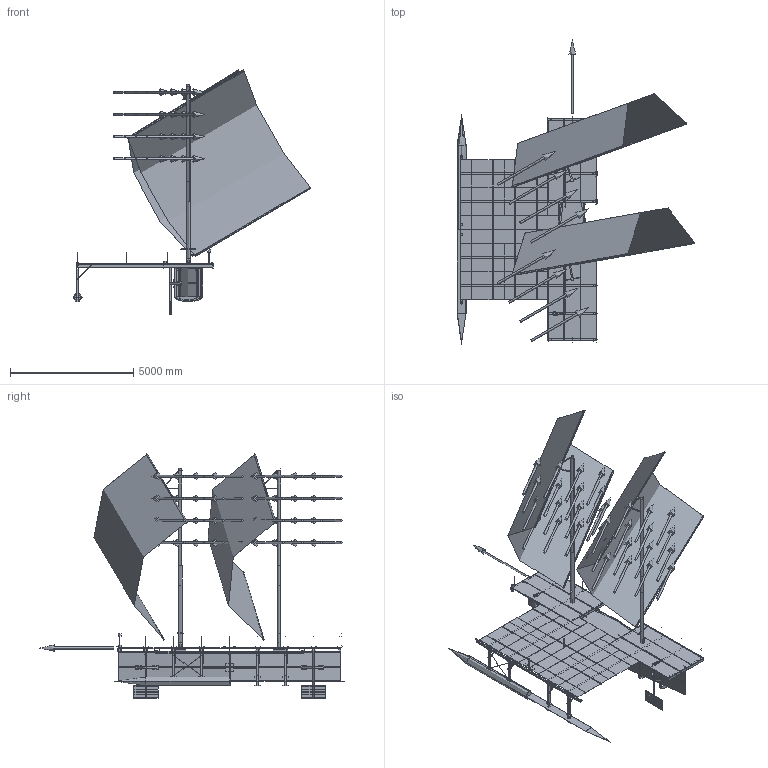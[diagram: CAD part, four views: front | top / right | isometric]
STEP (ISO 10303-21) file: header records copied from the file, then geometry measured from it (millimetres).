
FILE_DESCRIPTION(('FreeCAD Model'),'2;1');
FILE_NAME('Open CASCADE Shape Model','2026-02-20T02:18:03',('Author'),( ''),'Open CASCADE STEP processor 7.7','FreeCAD','Unknown');
FILE_SCHEMA(('AUTOMOTIVE_DESIGN { 1 0 10303 214 1 1 1 1 }'));
Length unit declared in the file: millimetre
Products named in the file (360): rp2_broadreach_design; Vessel_Central; Spine__aluminum_; Open CASCADE STEP translator 7.7 1.1.1.1; Overhead__plywood_; Cockpit_Sole__plywood_; Bottom__fiberglass_bottom_; Foam_Below_Sole__foam_; Sole__plywood_; Hull__fiberglass_; Open CASCADE STEP translator 7.7 1.1.7.1; Air_Inside_Vaka__air_; Clamp__wood_; Open CASCADE STEP translator 7.7 1.1.9.1; Vaka_Stringer__wood_; Open CASCADE STEP translator 7.7 1.1.10.1; Outer_Crossdeck_Stanchion__steel_; Center_Crossdeck_Stanchion__aluminum_; Motor_Backing_Plate__aluminum_; Side_Board_Plate__aluminum_; X-axis; XY-plane; Mirrored_Biru; Aka_1__aluminum_; Stanchion_1__steel_; Cleat__steel_; Frame_1__plywood_; Bottom_Frame_1__plywood_; Gusset_clamp_to_aka_right_1__aluminum_; Gusset_clamp_to_aka_left_1__aluminum_; Gusset_frame_to_clamp_right_1__aluminum_; Gusset_frame_to_clamp_left_1__aluminum_; Gusset_clamp_to_aka_outer_right_1__aluminum_; Gusset_clamp_to_aka_outer_left_1__aluminum_; Gusset_frame_to_clamp_outer_right_1__aluminum_; Gusset_frame_to_clamp_outer_left_1__aluminum_; Pillar_1__aluminum_; Open CASCADE STEP translator 7.7 1.22.14.1; Gusset_spine_to_aka_right_1__aluminum_; Gusset_spine_to_aka_left_1__aluminum_ ...
Assembly tree (720 placements, depth 4):
  rp2_broadreach_design
    Vessel_Central
      Spine__aluminum_
        Open CASCADE STEP translator 7.7 1.1.1.1
      Overhead__plywood_
      Cockpit_Sole__plywood_
      Bottom__fiberglass_bottom_
      Foam_Below_Sole__foam_
      Sole__plywood_
      Hull__fiberglass_
        Open CASCADE STEP translator 7.7 1.1.7.1
      Air_Inside_Vaka__air_
      Clamp__wood_
        Open CASCADE STEP translator 7.7 1.1.9.1
      Vaka_Stringer__wood_
        Open CASCADE STEP translator 7.7 1.1.10.1
      Outer_Crossdeck_Stanchion__steel_
      Center_Crossdeck_Stanchion__aluminum_
      Motor_Backing_Plate__aluminum_
      Side_Board_Plate__aluminum_
    X-axis  x24
    XY-plane  x24
    Spine__aluminum_
      Open CASCADE STEP translator 7.7 1.1.1.1
    Overhead__plywood_
    Cockpit_Sole__plywood_
    Bottom__fiberglass_bottom_
    Foam_Below_Sole__foam_
    Sole__plywood_
    Hull__fiberglass_
      Open CASCADE STEP translator 7.7 1.1.7.1
    Air_Inside_Vaka__air_
    Clamp__wood_
      Open CASCADE STEP translator 7.7 1.1.9.1
    Vaka_Stringer__wood_
      Open CASCADE STEP translator 7.7 1.1.10.1
    Outer_Crossdeck_Stanchion__steel_
    Center_Crossdeck_Stanchion__aluminum_
    Motor_Backing_Plate__aluminum_
    Side_Board_Plate__aluminum_
    Mirrored_Biru
      Aka_1__aluminum_
      Stanchion_1__steel_
      Cleat__steel_
      Frame_1__plywood_
      Bottom_Frame_1__plywood_
      Gusset_clamp_to_aka_right_1__aluminum_
      Gusset_clamp_to_aka_left_1__aluminum_
      Gusset_frame_to_clamp_right_1__aluminum_
      Gusset_frame_to_clamp_left_1__aluminum_
      Gusset_clamp_to_aka_outer_right_1__aluminum_
      Gusset_clamp_to_aka_outer_left_1__aluminum_
      Gusset_frame_to_clamp_outer_right_1__aluminum_
      Gusset_frame_to_clamp_outer_left_1__aluminum_
      Pillar_1__aluminum_
        Open CASCADE STEP translator 7.7 1.22.14.1
      Gusset_spine_to_aka_right_1__aluminum_
      Gusset_spine_to_aka_left_1__aluminum_
      Gusset_pillar_to_spine_right_1__aluminum_
      Gusset_pillar_to_spine_left_1__aluminum_
Bounding box: 9640.09 x 12350 x 9907.5 mm (x, y, z)
Volume: 26652914766.4 mm3; surface area: 1042254656.4 mm2
Topology: 646 solids, 662 shells, 4760 faces, 9788 edges, 6488 vertices
Faces by surface type: plane 2308, bspline 2024, cylinder 252, cone 76, extrusion 72, sphere 28
Full cylindrical faces by diameter (mm): 5 x4, 10 x28, 14 x14, 16 x24, 19 x4, 20 x14, 25 x4, 50 x4, 57.9 x8, 63.5 x8, 80 x4, 90 x66, 120 x6, 127 x4, 139.7 x8, 150 x4, 152.4 x6, 170 x20, 174 x2, 252.4 x2, 350 x2
Entity records: 71012 total; most frequent: CARTESIAN_POINT 19637, ORIENTED_EDGE 9612, DIRECTION 7222, EDGE_CURVE 4806, VERTEX_POINT 3242, FACE_BOUND 2670, EDGE_LOOP 2668, AXIS2_PLACEMENT_3D 2499
